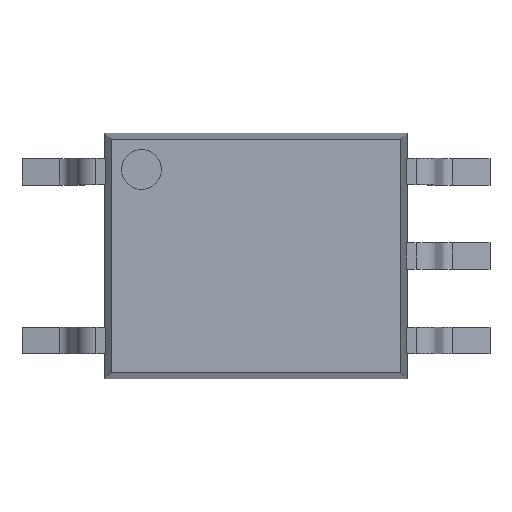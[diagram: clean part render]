
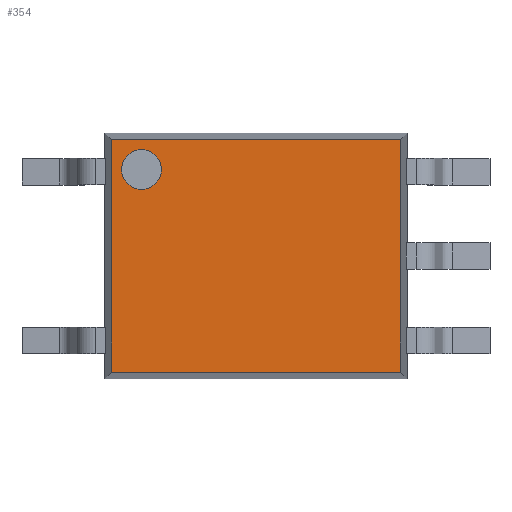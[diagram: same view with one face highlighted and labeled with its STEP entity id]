
A CAD part, top view. The second image highlights one B-rep face of the part: STEP entity #354.
In plain terms, the highlighted planar face has unit normal (0, 0, 1).
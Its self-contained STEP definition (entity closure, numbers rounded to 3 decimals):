
#263 = VERTEX_POINT('',#264);
#264 = CARTESIAN_POINT('',(-2.175,-1.75,2.1));
#272 = VERTEX_POINT('',#273);
#273 = CARTESIAN_POINT('',(-2.175,1.75,2.1));
#279 = EDGE_CURVE('',#263,#272,#280,.T.);
#280 = LINE('',#281,#282);
#281 = CARTESIAN_POINT('',(-2.175,-1.85,2.1));
#282 = VECTOR('',#283,1.);
#283 = DIRECTION('',(0.,1.,0.));
#313 = VERTEX_POINT('',#314);
#314 = CARTESIAN_POINT('',(2.175,1.75,2.1));
#320 = EDGE_CURVE('',#272,#313,#321,.T.);
#321 = LINE('',#322,#323);
#322 = CARTESIAN_POINT('',(-2.275,1.75,2.1));
#323 = VECTOR('',#324,1.);
#324 = DIRECTION('',(1.,0.,0.));
#335 = VERTEX_POINT('',#336);
#336 = CARTESIAN_POINT('',(2.175,-1.75,2.1));
#344 = EDGE_CURVE('',#335,#263,#345,.T.);
#345 = LINE('',#346,#347);
#346 = CARTESIAN_POINT('',(2.275,-1.75,2.1));
#347 = VECTOR('',#348,1.);
#348 = DIRECTION('',(-1.,0.,0.));
#354 = ADVANCED_FACE('',(#355,#366),#377,.T.);
#355 = FACE_BOUND('',#356,.T.);
#356 = EDGE_LOOP('',(#357,#358,#359,#360));
#357 = ORIENTED_EDGE('',*,*,#320,.F.);
#358 = ORIENTED_EDGE('',*,*,#279,.F.);
#359 = ORIENTED_EDGE('',*,*,#344,.F.);
#360 = ORIENTED_EDGE('',*,*,#361,.F.);
#361 = EDGE_CURVE('',#313,#335,#362,.T.);
#362 = LINE('',#363,#364);
#363 = CARTESIAN_POINT('',(2.175,1.85,2.1));
#364 = VECTOR('',#365,1.);
#365 = DIRECTION('',(0.,-1.,0.));
#366 = FACE_BOUND('',#367,.T.);
#367 = EDGE_LOOP('',(#368));
#368 = ORIENTED_EDGE('',*,*,#369,.F.);
#369 = EDGE_CURVE('',#370,#370,#372,.T.);
#370 = VERTEX_POINT('',#371);
#371 = CARTESIAN_POINT('',(-1.425,1.3,2.1));
#372 = CIRCLE('',#373,0.3);
#373 = AXIS2_PLACEMENT_3D('',#374,#375,#376);
#374 = CARTESIAN_POINT('',(-1.725,1.3,2.1));
#375 = DIRECTION('',(0.,0.,1.));
#376 = DIRECTION('',(1.,0.,0.));
#377 = PLANE('',#378);
#378 = AXIS2_PLACEMENT_3D('',#379,#380,#381);
#379 = CARTESIAN_POINT('',(0.,0.,2.1));
#380 = DIRECTION('',(0.,0.,1.));
#381 = DIRECTION('',(1.,0.,0.));
